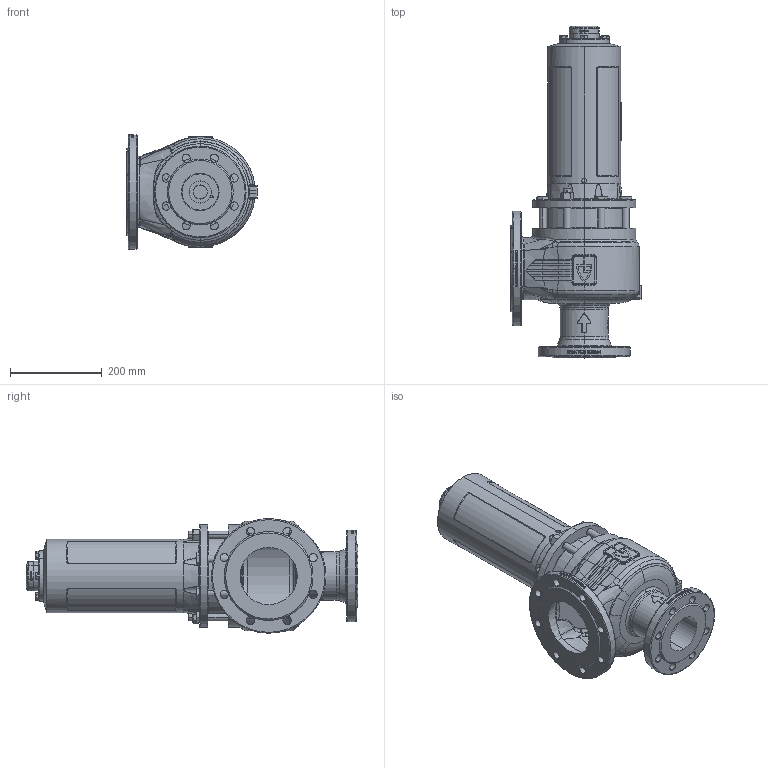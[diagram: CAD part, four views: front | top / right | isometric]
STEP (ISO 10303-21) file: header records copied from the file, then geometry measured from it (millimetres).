
FILE_DESCRIPTION (( 'STEP AP214' ), '1' );
FILE_NAME ('455BGFO_80_FLFL_80125_MD.STEP', '2020-08-28T07:22:09', ( '' ), ( '' ), 'SwSTEP 2.0', 'SolidWorks 2020', '' );
FILE_SCHEMA (( 'AUTOMOTIVE_DESIGN' ));
Length unit declared in the file: millimetre
Products named in the file (1): 455BGFO_80_FLFL_80125_MD
Bounding box: 284 x 724.9 x 250 mm (x, y, z)
Volume: 5364935 mm3; surface area: 1190385 mm2
Topology: 20 solids, 20 shells, 2487 faces, 6370 edges, 4085 vertices
Faces by surface type: plane 991, bspline 710, cylinder 450, cone 238, torus 97, sphere 1
Entity records: 200127 total; most frequent: CARTESIAN_POINT 117689, ORIENTED_EDGE 12670, DIRECTION 9391, EDGE_CURVE 6335, VERTEX_POINT 4085, AXIS2_PLACEMENT_3D 3684, EDGE_LOOP 2772, UNCERTAINTY_MEASURE_WITH_UNIT 2503
